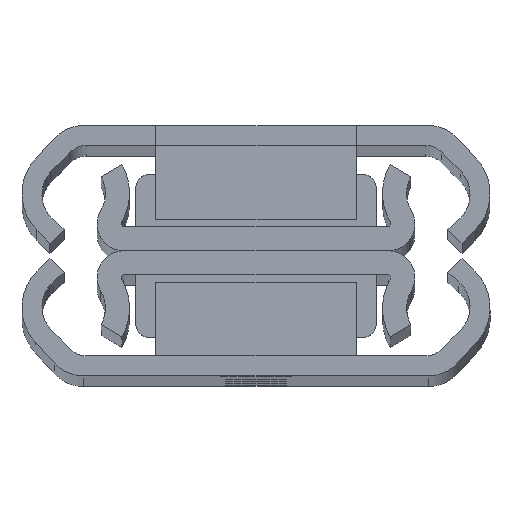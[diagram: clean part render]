
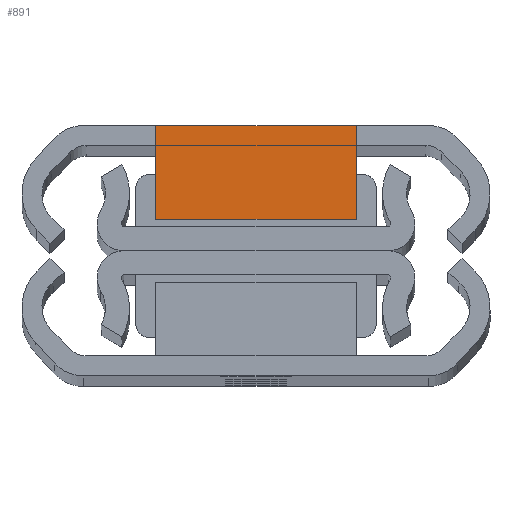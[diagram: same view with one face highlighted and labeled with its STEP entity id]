
A CAD part, top view. The second image highlights one B-rep face of the part: STEP entity #891.
In plain terms, the highlighted face is planar.
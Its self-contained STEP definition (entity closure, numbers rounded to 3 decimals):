
#73 = VERTEX_POINT ( 'NONE', #192 ) ;
#74 = VERTEX_POINT ( 'NONE', #193 ) ;
#88 = VERTEX_POINT ( 'NONE', #207 ) ;
#96 = VERTEX_POINT ( 'NONE', #215 ) ;
#109 = VERTEX_POINT ( 'NONE', #228 ) ;
#111 = VERTEX_POINT ( 'NONE', #230 ) ;
#192 = CARTESIAN_POINT ( 'NONE',  ( -7.5, -9.78, -224.1 ) ) ;
#193 = CARTESIAN_POINT ( 'NONE',  ( 7.5, -9.78, -224.1 ) ) ;
#207 = CARTESIAN_POINT ( 'NONE',  ( 7.5, -8.28, -224.1 ) ) ;
#215 = CARTESIAN_POINT ( 'NONE',  ( -7.5, -8.28, -224.1 ) ) ;
#228 = CARTESIAN_POINT ( 'NONE',  ( 7.5, -2.78, -224.1 ) ) ;
#230 = CARTESIAN_POINT ( 'NONE',  ( -7.5, -2.78, -224.1 ) ) ;
#561 = PLANE ( 'NONE',  #1058 ) ;
#564 = CARTESIAN_POINT ( 'NONE',  ( 7.5, -9.78, -224.1 ) ) ;
#570 = DIRECTION ( 'NONE',  ( 0., 0., 1. ) ) ;
#571 = DIRECTION ( 'NONE',  ( 1., 0., 0. ) ) ;
#626 = CARTESIAN_POINT ( 'NONE',  ( -7.5, -8.28, -224.1 ) ) ;
#630 = DIRECTION ( 'NONE',  ( 0., 1., 0. ) ) ;
#633 = CARTESIAN_POINT ( 'NONE',  ( -7.5, -2.78, -224.1 ) ) ;
#634 = DIRECTION ( 'NONE',  ( 1., 0., 0. ) ) ;
#640 = CARTESIAN_POINT ( 'NONE',  ( -7.5, -9.78, -224.1 ) ) ;
#641 = CARTESIAN_POINT ( 'NONE',  ( 7.5, -9.78, -224.1 ) ) ;
#642 = DIRECTION ( 'NONE',  ( 0., 1., 0. ) ) ;
#647 = DIRECTION ( 'NONE',  ( 0., 1., 0. ) ) ;
#648 = CARTESIAN_POINT ( 'NONE',  ( 7.5, -2.78, -224.1 ) ) ;
#649 = DIRECTION ( 'NONE',  ( 0., -1., 0. ) ) ;
#891 = ADVANCED_FACE ( 'NONE', ( #2014 ), #561, .F. ) ;
#913 = EDGE_CURVE ( 'NONE', #96, #111, #2042, .T. ) ;
#915 = EDGE_CURVE ( 'NONE', #111, #109, #2056, .T. ) ;
#919 = EDGE_CURVE ( 'NONE', #74, #88, #2063, .T. ) ;
#921 = EDGE_CURVE ( 'NONE', #73, #96, #2067, .T. ) ;
#922 = EDGE_CURVE ( 'NONE', #109, #88, #2069, .T. ) ;
#1058 = AXIS2_PLACEMENT_3D ( 'NONE', #564, #570, #571 ) ;
#1296 = EDGE_LOOP ( 'NONE', ( #1320, #1321, #1322, #1323, #1384, #1385 ) ) ;
#1320 = ORIENTED_EDGE ( 'NONE', *, *, #921, .T. ) ;
#1321 = ORIENTED_EDGE ( 'NONE', *, *, #913, .T. ) ;
#1322 = ORIENTED_EDGE ( 'NONE', *, *, #915, .T. ) ;
#1323 = ORIENTED_EDGE ( 'NONE', *, *, #922, .T. ) ;
#1384 = ORIENTED_EDGE ( 'NONE', *, *, #919, .F. ) ;
#1385 = ORIENTED_EDGE ( 'NONE', *, *, #1715, .F. ) ;
#1715 = EDGE_CURVE ( 'NONE', #73, #74, #2542, .T. ) ;
#2014 = FACE_OUTER_BOUND ( 'NONE', #1296, .T. ) ;
#2042 = LINE ( 'NONE', #626, #2053 ) ;
#2053 = VECTOR ( 'NONE', #630, 1000. ) ;
#2056 = LINE ( 'NONE', #633, #2057 ) ;
#2057 = VECTOR ( 'NONE', #634, 1000. ) ;
#2062 = VECTOR ( 'NONE', #647, 1000. ) ;
#2063 = LINE ( 'NONE', #641, #2064 ) ;
#2064 = VECTOR ( 'NONE', #642, 1000. ) ;
#2067 = LINE ( 'NONE', #640, #2062 ) ;
#2069 = LINE ( 'NONE', #648, #2070 ) ;
#2070 = VECTOR ( 'NONE', #649, 1000. ) ;
#2350 = CARTESIAN_POINT ( 'NONE',  ( 7.5, -9.78, -224.1 ) ) ;
#2351 = DIRECTION ( 'NONE',  ( 1., 0., 0. ) ) ;
#2542 = LINE ( 'NONE', #2350, #2543 ) ;
#2543 = VECTOR ( 'NONE', #2351, 1000. ) ;
